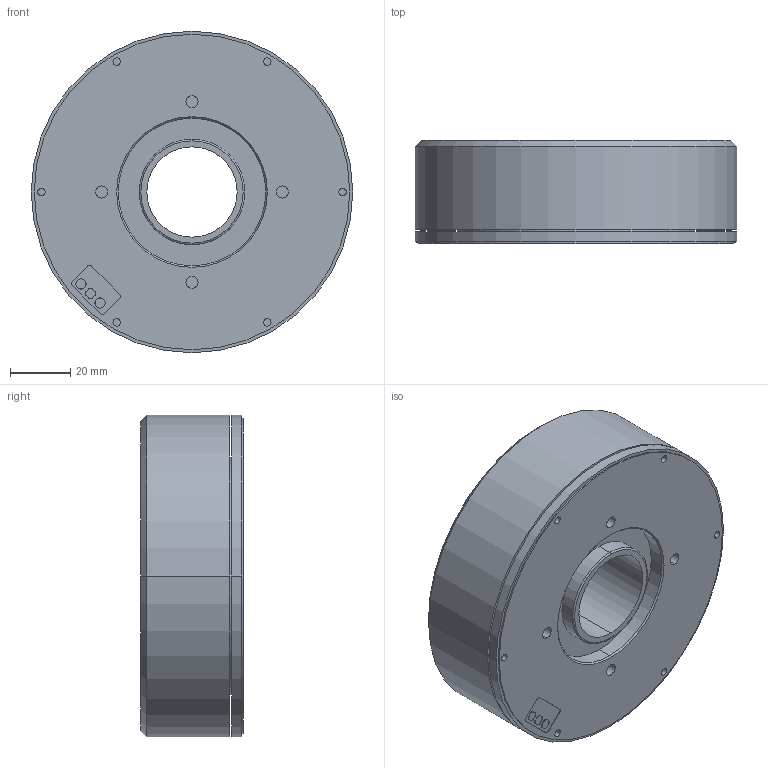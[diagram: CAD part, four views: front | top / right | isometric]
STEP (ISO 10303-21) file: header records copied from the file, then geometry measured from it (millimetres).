
FILE_DESCRIPTION((''),'2;1');
FILE_NAME('GL100','2020-12-14T',('Administrator'),(''),'PRO/ENGINEER BY PARAMETRIC TECHNOLOGY CORPORATION, 2013040','PRO/ENGINEER BY PARAMETRIC TECHNOLOGY CORPORATION, 2013040','');
FILE_SCHEMA(('CONFIG_CONTROL_DESIGN'));
Length unit declared in the file: millimetre
Products named in the file (1): GL100
Bounding box: 106.8 x 34.2 x 106.8 mm (x, y, z)
Volume: 273207 mm3; surface area: 40870.8 mm2
Topology: 1 solids, 1 shells, 107 faces, 238 edges, 156 vertices
Faces by surface type: cylinder 58, plane 41, cone 6, torus 2
Entity records: 3056 total; most frequent: DIRECTION 578, CARTESIAN_POINT 501, ORIENTED_EDGE 476, EDGE_CURVE 238, AXIS2_PLACEMENT_3D 233, VERTEX_POINT 156, EDGE_LOOP 132, CIRCLE 126
